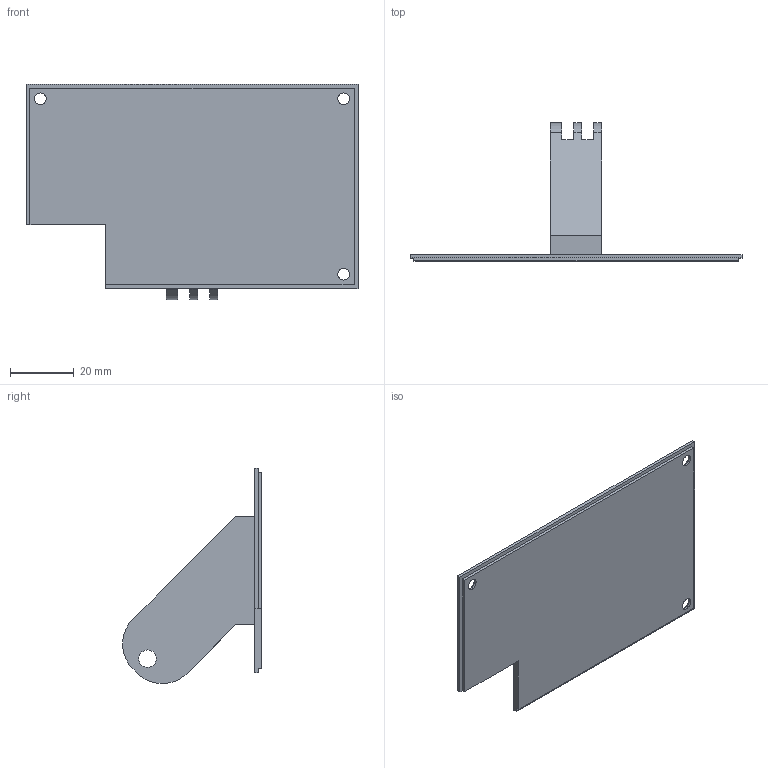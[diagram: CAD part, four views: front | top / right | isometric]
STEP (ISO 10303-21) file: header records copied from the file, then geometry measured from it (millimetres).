
FILE_DESCRIPTION (( 'STEP AP214' ), '1' );
FILE_NAME ('FOSMC-LCD-bottom.STEP', '2016-11-21T23:58:57', ( '' ), ( '' ), 'SwSTEP 2.0', 'SolidWorks 2014', '' );
FILE_SCHEMA (( 'AUTOMOTIVE_DESIGN' ));
Length unit declared in the file: millimetre
Products named in the file (1): FOSMC-LCD-bottom
Bounding box: 104 x 43.4 x 67.44 mm (x, y, z)
Volume: 29062.5 mm3; surface area: 17713.2 mm2
Topology: 1 solids, 1 shells, 55 faces, 150 edges, 98 vertices
Faces by surface type: plane 28, cylinder 21, cone 6
Entity records: 1802 total; most frequent: DIRECTION 310, CARTESIAN_POINT 304, ORIENTED_EDGE 300, EDGE_CURVE 150, AXIS2_PLACEMENT_3D 104, VECTOR 102, LINE 102, VERTEX_POINT 98
